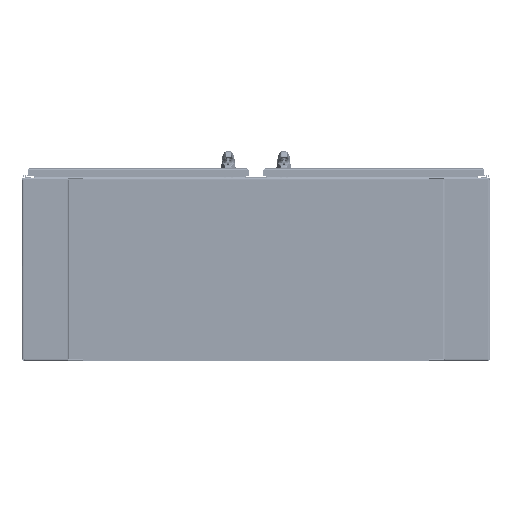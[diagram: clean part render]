
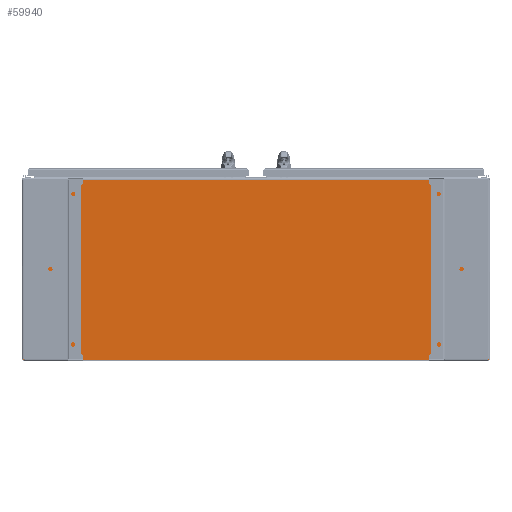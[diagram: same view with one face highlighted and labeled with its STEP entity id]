
A CAD part, front view. The second image highlights one B-rep face of the part: STEP entity #59940.
In plain terms, the highlighted face is planar.
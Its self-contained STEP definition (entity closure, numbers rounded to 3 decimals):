
#3449=PLANE('',#63878);
#5245=FACE_OUTER_BOUND('',#8985,.T.);
#8985=EDGE_LOOP('',(#41262,#41263,#41264,#41265));
#16697=LINE('',#90002,#21528);
#16702=LINE('',#90016,#21533);
#16704=LINE('',#90021,#21535);
#16706=LINE('',#90025,#21537);
#21528=VECTOR('',#71457,23.763);
#21533=VECTOR('',#71468,23.763);
#21535=VECTOR('',#71476,61.482);
#21537=VECTOR('',#71482,61.482);
#26285=VERTEX_POINT('',#89999);
#26286=VERTEX_POINT('',#90001);
#26291=VERTEX_POINT('',#90013);
#26292=VERTEX_POINT('',#90015);
#32037=EDGE_CURVE('',#26285,#26286,#16697,.T.);
#32044=EDGE_CURVE('',#26291,#26292,#16702,.T.);
#32047=EDGE_CURVE('',#26285,#26292,#16704,.T.);
#32049=EDGE_CURVE('',#26286,#26291,#16706,.T.);
#41262=ORIENTED_EDGE('',*,*,#32047,.T.);
#41263=ORIENTED_EDGE('',*,*,#32044,.F.);
#41264=ORIENTED_EDGE('',*,*,#32049,.F.);
#41265=ORIENTED_EDGE('',*,*,#32037,.F.);
#59940=ADVANCED_FACE('',(#5245),#3449,.F.);
#63878=AXIS2_PLACEMENT_3D('',#90026,#71483,#71484);
#71457=DIRECTION('',(0.,-1.,0.));
#71468=DIRECTION('',(0.,1.,0.));
#71476=DIRECTION('',(1.,0.,0.));
#71482=DIRECTION('',(1.,0.,0.));
#71483=DIRECTION('center_axis',(0.,0.,1.));
#71484=DIRECTION('ref_axis',(1.,0.,0.));
#89999=CARTESIAN_POINT('',(0.,23.763,0.));
#90001=CARTESIAN_POINT('',(0.,0.,0.));
#90002=CARTESIAN_POINT('',(0.,23.857,0.));
#90013=CARTESIAN_POINT('',(61.482,0.,0.));
#90015=CARTESIAN_POINT('',(61.482,23.763,0.));
#90016=CARTESIAN_POINT('',(61.482,0.,0.));
#90021=CARTESIAN_POINT('',(15.371,23.763,0.));
#90025=CARTESIAN_POINT('',(0.,0.,0.));
#90026=CARTESIAN_POINT('Origin',(30.741,11.929,0.));
